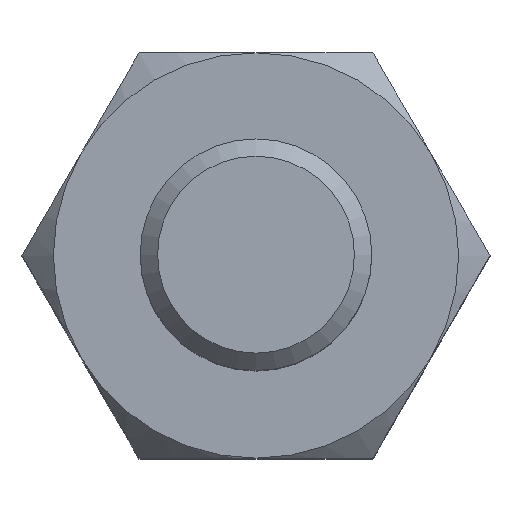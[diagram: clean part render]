
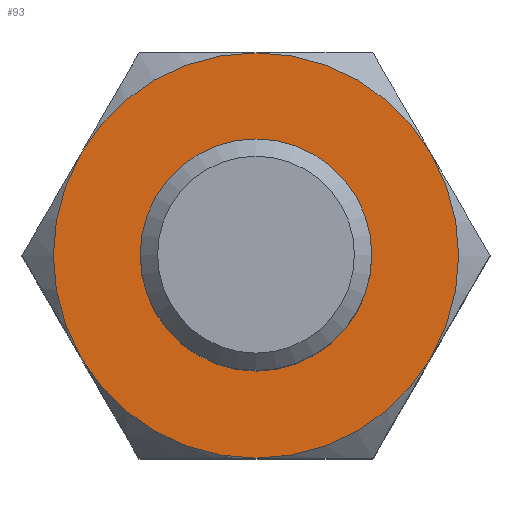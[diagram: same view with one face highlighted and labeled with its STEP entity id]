
A CAD part, top view. The second image highlights one B-rep face of the part: STEP entity #93.
In plain terms, the highlighted planar face has unit normal (0, 0, 1).
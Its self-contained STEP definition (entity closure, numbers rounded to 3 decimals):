
#93 = ADVANCED_FACE( '', ( #201, #202 ), #203, .T. );
#201 = FACE_BOUND( '', #313, .T. );
#202 = FACE_OUTER_BOUND( '', #314, .T. );
#203 = PLANE( '', #315 );
#313 = EDGE_LOOP( '', ( #484 ) );
#314 = EDGE_LOOP( '', ( #485, #486, #487, #488, #489, #490 ) );
#315 = AXIS2_PLACEMENT_3D( '', #491, #492, #493 );
#484 = ORIENTED_EDGE( '', *, *, #608, .T. );
#485 = ORIENTED_EDGE( '', *, *, #644, .F. );
#486 = ORIENTED_EDGE( '', *, *, #623, .F. );
#487 = ORIENTED_EDGE( '', *, *, #636, .F. );
#488 = ORIENTED_EDGE( '', *, *, #645, .T. );
#489 = ORIENTED_EDGE( '', *, *, #642, .F. );
#490 = ORIENTED_EDGE( '', *, *, #631, .F. );
#491 = CARTESIAN_POINT( '', ( 0., 0., 0. ) );
#492 = DIRECTION( '', ( 0., 0., 1. ) );
#493 = DIRECTION( '', ( 1., 0., 0. ) );
#608 = EDGE_CURVE( '', #711, #711, #712, .F. );
#623 = EDGE_CURVE( '', #732, #729, #734, .F. );
#631 = EDGE_CURVE( '', #673, #743, #745, .F. );
#636 = EDGE_CURVE( '', #686, #732, #751, .F. );
#642 = EDGE_CURVE( '', #743, #755, #759, .F. );
#644 = EDGE_CURVE( '', #729, #673, #761, .F. );
#645 = EDGE_CURVE( '', #686, #755, #762, .T. );
#673 = VERTEX_POINT( '', #800 );
#686 = VERTEX_POINT( '', #843 );
#711 = VERTEX_POINT( '', #895 );
#712 = CIRCLE( '', #896, 1.85 );
#729 = VERTEX_POINT( '', #920 );
#732 = VERTEX_POINT( '', #928 );
#734 = CIRCLE( '', #937, 3.5 );
#743 = VERTEX_POINT( '', #946 );
#745 = CIRCLE( '', #953, 3.5 );
#751 = CIRCLE( '', #959, 3.5 );
#755 = VERTEX_POINT( '', #968 );
#759 = CIRCLE( '', #984, 3.5 );
#761 = CIRCLE( '', #986, 3.5 );
#762 = CIRCLE( '', #987, 3.5 );
#800 = CARTESIAN_POINT( '', ( 0., -3.5, 0. ) );
#843 = CARTESIAN_POINT( '', ( 0., 3.5, 0. ) );
#895 = CARTESIAN_POINT( '', ( 1.85, 0., 0. ) );
#896 = AXIS2_PLACEMENT_3D( '', #1091, #1092, #1093 );
#920 = CARTESIAN_POINT( '', ( 3.031, -1.75, 0. ) );
#928 = CARTESIAN_POINT( '', ( 3.031, 1.75, 0. ) );
#937 = AXIS2_PLACEMENT_3D( '', #1109, #1110, #1111 );
#946 = CARTESIAN_POINT( '', ( -3.031, -1.75, 0. ) );
#953 = AXIS2_PLACEMENT_3D( '', #1118, #1119, #1120 );
#959 = AXIS2_PLACEMENT_3D( '', #1124, #1125, #1126 );
#968 = CARTESIAN_POINT( '', ( -3.031, 1.75, 0. ) );
#984 = AXIS2_PLACEMENT_3D( '', #1127, #1128, #1129 );
#986 = AXIS2_PLACEMENT_3D( '', #1130, #1131, #1132 );
#987 = AXIS2_PLACEMENT_3D( '', #1133, #1134, #1135 );
#1091 = CARTESIAN_POINT( '', ( 0., 0., 0. ) );
#1092 = DIRECTION( '', ( 0., 0., 1. ) );
#1093 = DIRECTION( '', ( 1., 0., 0. ) );
#1109 = CARTESIAN_POINT( '', ( 0., 0., 0. ) );
#1110 = DIRECTION( '', ( 0., 0., 1. ) );
#1111 = DIRECTION( '', ( 1., 0., 0. ) );
#1118 = CARTESIAN_POINT( '', ( 0., 0., 0. ) );
#1119 = DIRECTION( '', ( 0., 0., 1. ) );
#1120 = DIRECTION( '', ( 1., 0., 0. ) );
#1124 = CARTESIAN_POINT( '', ( 0., 0., 0. ) );
#1125 = DIRECTION( '', ( 0., 0., 1. ) );
#1126 = DIRECTION( '', ( 1., 0., 0. ) );
#1127 = CARTESIAN_POINT( '', ( 0., 0., 0. ) );
#1128 = DIRECTION( '', ( 0., 0., 1. ) );
#1129 = DIRECTION( '', ( 1., 0., 0. ) );
#1130 = CARTESIAN_POINT( '', ( 0., 0., 0. ) );
#1131 = DIRECTION( '', ( 0., 0., 1. ) );
#1132 = DIRECTION( '', ( 1., 0., 0. ) );
#1133 = CARTESIAN_POINT( '', ( 0., 0., 0. ) );
#1134 = DIRECTION( '', ( 0., 0., 1. ) );
#1135 = DIRECTION( '', ( 1., 0., 0. ) );
